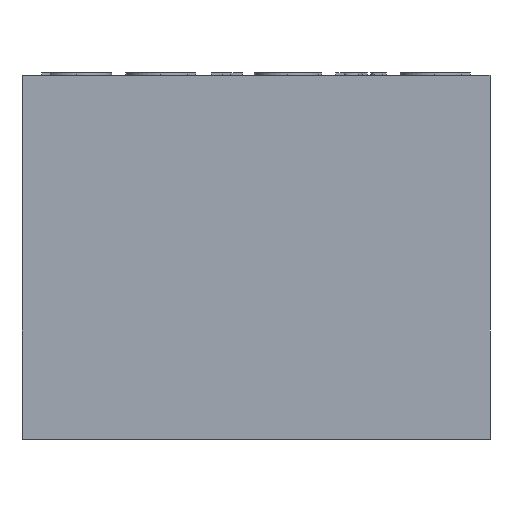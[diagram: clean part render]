
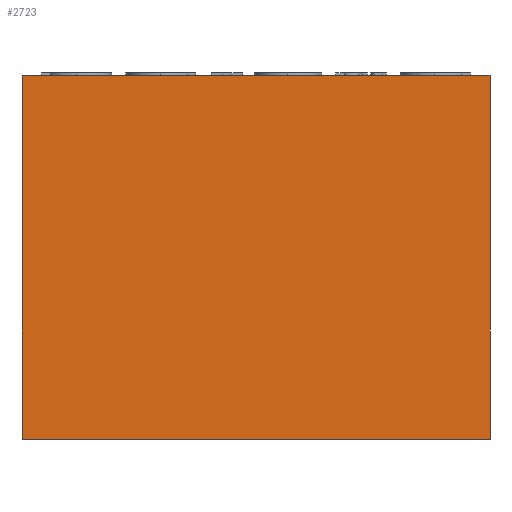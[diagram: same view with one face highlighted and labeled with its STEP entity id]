
A CAD part, front view. The second image highlights one B-rep face of the part: STEP entity #2723.
In plain terms, the highlighted planar face has unit normal (0, -1, 0).
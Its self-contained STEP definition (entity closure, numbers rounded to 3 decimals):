
#147 = DIRECTION ( 'NONE',  ( 0., 0., 1. ) ) ;
#256 = CARTESIAN_POINT ( 'NONE',  ( 0., -36., 0. ) ) ;
#527 = VERTEX_POINT ( 'NONE', #4073 ) ;
#839 = ORIENTED_EDGE ( 'NONE', *, *, #1641, .T. ) ;
#1167 = CARTESIAN_POINT ( 'NONE',  ( 18., -36., 14. ) ) ;
#1290 = CARTESIAN_POINT ( 'NONE',  ( 0., -36., 14. ) ) ;
#1416 = LINE ( 'NONE', #3332, #3715 ) ;
#1443 = LINE ( 'NONE', #256, #2983 ) ;
#1641 = EDGE_CURVE ( 'NONE', #2905, #527, #1443, .T. ) ;
#1683 = PLANE ( 'NONE',  #4214 ) ;
#1909 = EDGE_CURVE ( 'NONE', #5082, #2905, #1416, .T. ) ;
#2028 = ORIENTED_EDGE ( 'NONE', *, *, #4924, .F. ) ;
#2276 = VERTEX_POINT ( 'NONE', #2734 ) ;
#2490 = DIRECTION ( 'NONE',  ( 1., 0., 0. ) ) ;
#2618 = DIRECTION ( 'NONE',  ( 1., 0., 0. ) ) ;
#2723 = ADVANCED_FACE ( 'NONE', ( #4826 ), #1683, .F. ) ;
#2734 = CARTESIAN_POINT ( 'NONE',  ( 18., -36., 14. ) ) ;
#2905 = VERTEX_POINT ( 'NONE', #4287 ) ;
#2906 = CARTESIAN_POINT ( 'NONE',  ( 0., -36., 14. ) ) ;
#2983 = VECTOR ( 'NONE', #2618, 1000. ) ;
#3079 = ORIENTED_EDGE ( 'NONE', *, *, #4544, .F. ) ;
#3332 = CARTESIAN_POINT ( 'NONE',  ( 0., -36., 14. ) ) ;
#3402 = DIRECTION ( 'NONE',  ( 0., 0., -1. ) ) ;
#3586 = CARTESIAN_POINT ( 'NONE',  ( 0., -36., 14. ) ) ;
#3695 = LINE ( 'NONE', #3586, #3805 ) ;
#3715 = VECTOR ( 'NONE', #3402, 1000. ) ;
#3805 = VECTOR ( 'NONE', #2490, 1000. ) ;
#3848 = EDGE_LOOP ( 'NONE', ( #839, #2028, #3079, #4839 ) ) ;
#3967 = DIRECTION ( 'NONE',  ( 0., 0., -1. ) ) ;
#4073 = CARTESIAN_POINT ( 'NONE',  ( 18., -36., 0. ) ) ;
#4214 = AXIS2_PLACEMENT_3D ( 'NONE', #2906, #4904, #147 ) ;
#4287 = CARTESIAN_POINT ( 'NONE',  ( 0., -36., 0. ) ) ;
#4544 = EDGE_CURVE ( 'NONE', #5082, #2276, #3695, .T. ) ;
#4705 = VECTOR ( 'NONE', #3967, 1000. ) ;
#4708 = LINE ( 'NONE', #1167, #4705 ) ;
#4826 = FACE_OUTER_BOUND ( 'NONE', #3848, .T. ) ;
#4839 = ORIENTED_EDGE ( 'NONE', *, *, #1909, .T. ) ;
#4904 = DIRECTION ( 'NONE',  ( 0., 1., 0. ) ) ;
#4924 = EDGE_CURVE ( 'NONE', #2276, #527, #4708, .T. ) ;
#5082 = VERTEX_POINT ( 'NONE', #1290 ) ;
